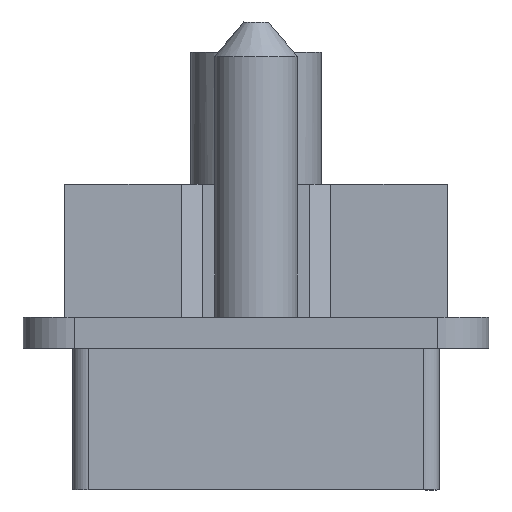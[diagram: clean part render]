
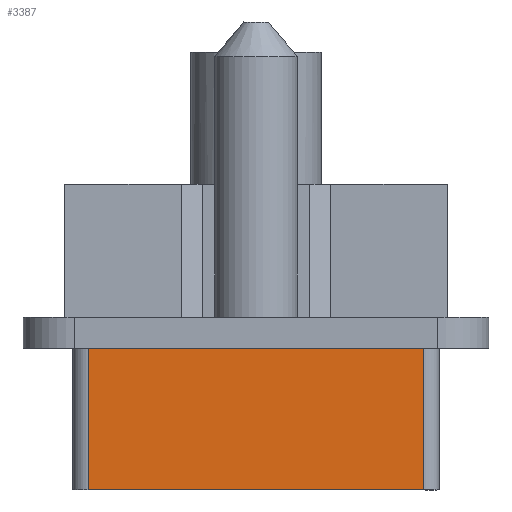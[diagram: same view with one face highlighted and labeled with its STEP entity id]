
A CAD part, left-side view. The second image highlights one B-rep face of the part: STEP entity #3387.
In plain terms, the highlighted planar face has unit normal (-1, 0, 0).
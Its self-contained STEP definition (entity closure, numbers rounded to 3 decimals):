
#2951=FACE_OUTER_BOUND('',#4410,.T.);
#3387=ADVANCED_FACE('',(#2951),#3822,.T.);
#3822=PLANE('',#12394);
#4410=EDGE_LOOP('',(#5637,#5638,#5639,#5640));
#5637=ORIENTED_EDGE('',*,*,#8719,.F.);
#5638=ORIENTED_EDGE('',*,*,#8718,.T.);
#5639=ORIENTED_EDGE('',*,*,#8711,.T.);
#5640=ORIENTED_EDGE('',*,*,#8720,.F.);
#7710=VERTEX_POINT('',#16294);
#7711=VERTEX_POINT('',#16296);
#7715=VERTEX_POINT('',#16308);
#7716=VERTEX_POINT('',#16312);
#8711=EDGE_CURVE('',#7711,#7710,#9936,.T.);
#8718=EDGE_CURVE('',#7715,#7711,#9941,.T.);
#8719=EDGE_CURVE('',#7715,#7716,#9942,.T.);
#8720=EDGE_CURVE('',#7716,#7710,#9943,.T.);
#9936=LINE('',#16295,#11113);
#9941=LINE('',#16309,#11118);
#9942=LINE('',#16311,#11119);
#9943=LINE('',#16313,#11120);
#11113=VECTOR('',#13706,1.);
#11118=VECTOR('',#13719,1.);
#11119=VECTOR('',#13722,1.);
#11120=VECTOR('',#13723,1.);
#12394=AXIS2_PLACEMENT_3D('',#16314,#13724,#13725);
#13706=DIRECTION('',(0.,-1.,0.));
#13719=DIRECTION('',(0.,0.,-1.));
#13722=DIRECTION('',(0.,-1.,0.));
#13723=DIRECTION('',(0.,0.,-1.));
#13724=DIRECTION('',(-1.,0.,0.));
#13725=DIRECTION('',(0.,1.,0.));
#16294=CARTESIAN_POINT('',(-46.6,-16.2,-13.7));
#16295=CARTESIAN_POINT('',(-46.6,16.2,-13.7));
#16296=CARTESIAN_POINT('',(-46.6,16.2,-13.7));
#16308=CARTESIAN_POINT('',(-46.6,16.2,0.));
#16309=CARTESIAN_POINT('',(-46.6,16.2,0.));
#16311=CARTESIAN_POINT('',(-46.6,16.2,0.));
#16312=CARTESIAN_POINT('',(-46.6,-16.2,0.));
#16313=CARTESIAN_POINT('',(-46.6,-16.2,0.));
#16314=CARTESIAN_POINT('',(-46.6,-16.2,0.));
